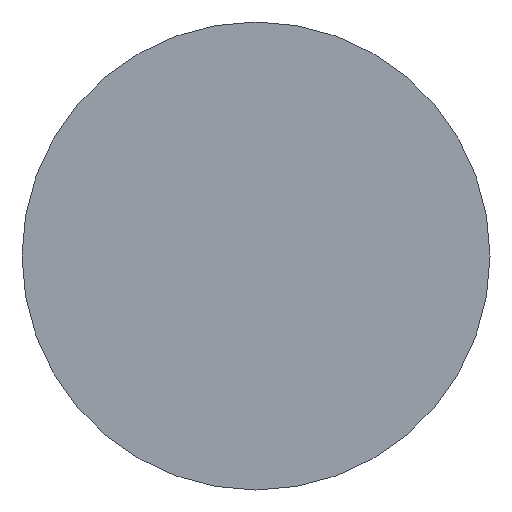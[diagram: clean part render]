
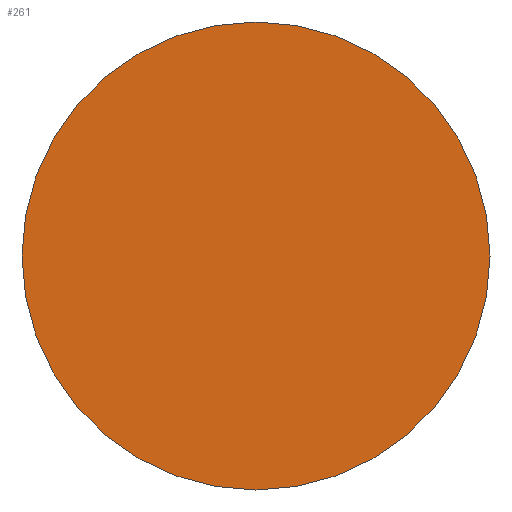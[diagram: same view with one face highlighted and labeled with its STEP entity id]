
A CAD part, front view. The second image highlights one B-rep face of the part: STEP entity #261.
In plain terms, the highlighted planar face has unit normal (0, -1, 0).
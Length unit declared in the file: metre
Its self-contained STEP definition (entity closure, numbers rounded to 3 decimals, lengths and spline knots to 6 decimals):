
#57=FACE_OUTER_BOUND('',#71,.T.);
#71=EDGE_LOOP('',(#183,#184));
#89=CIRCLE('',#298,0.038);
#90=CIRCLE('',#299,0.038);
#118=VERTEX_POINT('',#440);
#119=VERTEX_POINT('',#441);
#146=EDGE_CURVE('',#118,#119,#89,.T.);
#147=EDGE_CURVE('',#119,#118,#90,.T.);
#183=ORIENTED_EDGE('',*,*,#146,.T.);
#184=ORIENTED_EDGE('',*,*,#147,.T.);
#256=PLANE('',#297);
#261=ADVANCED_FACE('',(#57),#256,.T.);
#297=AXIS2_PLACEMENT_3D('',#439,#345,#346);
#298=AXIS2_PLACEMENT_3D('',#442,#347,#348);
#299=AXIS2_PLACEMENT_3D('',#443,#349,#350);
#345=DIRECTION('center_axis',(0.,-1.,0.));
#346=DIRECTION('ref_axis',(0.,0.,-1.));
#347=DIRECTION('center_axis',(0.,-1.,0.));
#348=DIRECTION('ref_axis',(1.,0.,0.));
#349=DIRECTION('center_axis',(0.,-1.,0.));
#350=DIRECTION('ref_axis',(1.,0.,0.));
#439=CARTESIAN_POINT('Origin',(0.,0.,0.));
#440=CARTESIAN_POINT('',(0.038,0.,0.));
#441=CARTESIAN_POINT('',(-0.038,0.,0.));
#442=CARTESIAN_POINT('Origin',(0.,0.,0.));
#443=CARTESIAN_POINT('Origin',(0.,0.,0.));
